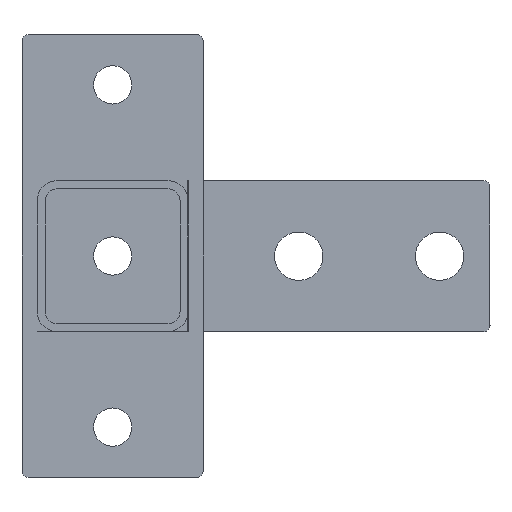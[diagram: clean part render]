
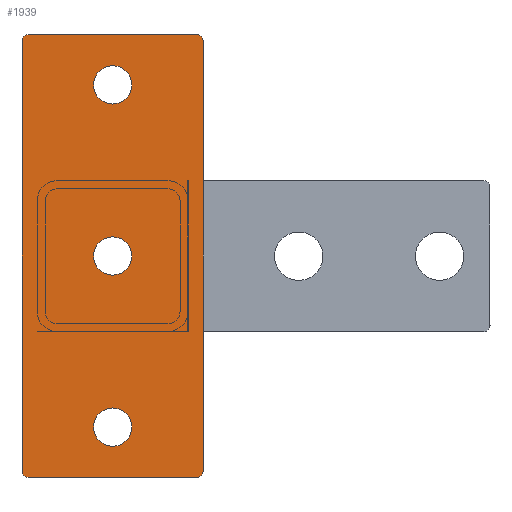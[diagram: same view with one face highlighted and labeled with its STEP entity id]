
A CAD part, front view. The second image highlights one B-rep face of the part: STEP entity #1939.
In plain terms, the highlighted face is planar.
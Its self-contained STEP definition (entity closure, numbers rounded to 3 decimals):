
#59 = DIRECTION ( 'NONE',  ( 0., 0., 1. ) ) ;
#74 = DIRECTION ( 'NONE',  ( 1., 0., 0. ) ) ;
#86 = DIRECTION ( 'NONE',  ( 0., 0., 1. ) ) ;
#109 = CARTESIAN_POINT ( 'NONE',  ( -220., 87., -10. ) ) ;
#125 = ORIENTED_EDGE ( 'NONE', *, *, #901, .T. ) ;
#131 = CIRCLE ( 'NONE', #1239, 9.5 ) ;
#138 = EDGE_LOOP ( 'NONE', ( #125, #1918 ) ) ;
#155 = CARTESIAN_POINT ( 'NONE',  ( 0., 0., -10. ) ) ;
#169 = EDGE_LOOP ( 'NONE', ( #614, #1737 ) ) ;
#211 = DIRECTION ( 'NONE',  ( 1., 0., 0. ) ) ;
#242 = EDGE_LOOP ( 'NONE', ( #625, #840, #1001, #953, #1621, #1167, #1912, #2256 ) ) ;
#267 = DIRECTION ( 'NONE',  ( 0., -1., 0. ) ) ;
#291 = CARTESIAN_POINT ( 'NONE',  ( 0., 0., -10. ) ) ;
#304 = VERTEX_POINT ( 'NONE', #1097 ) ;
#333 = LINE ( 'NONE', #291, #938 ) ;
#351 = CIRCLE ( 'NONE', #654, 9.5 ) ;
#368 = AXIS2_PLACEMENT_3D ( 'NONE', #1746, #1408, #636 ) ;
#372 = EDGE_CURVE ( 'NONE', #1877, #656, #848, .T. ) ;
#405 = PLANE ( 'NONE',  #1015 ) ;
#431 = AXIS2_PLACEMENT_3D ( 'NONE', #1111, #904, #1278 ) ;
#444 = CARTESIAN_POINT ( 'NONE',  ( -34.5, 45., -10. ) ) ;
#474 = EDGE_CURVE ( 'NONE', #1049, #593, #1872, .T. ) ;
#518 = DIRECTION ( 'NONE',  ( 1., 0., 0. ) ) ;
#527 = DIRECTION ( 'NONE',  ( 0., 0., -1. ) ) ;
#573 = CARTESIAN_POINT ( 'NONE',  ( -3., 0., -10. ) ) ;
#593 = VERTEX_POINT ( 'NONE', #800 ) ;
#610 = CIRCLE ( 'NONE', #1423, 3. ) ;
#614 = ORIENTED_EDGE ( 'NONE', *, *, #1447, .T. ) ;
#615 = CARTESIAN_POINT ( 'NONE',  ( 0., 90., -10. ) ) ;
#625 = ORIENTED_EDGE ( 'NONE', *, *, #2147, .F. ) ;
#636 = DIRECTION ( 'NONE',  ( 1., 0., 0. ) ) ;
#654 = AXIS2_PLACEMENT_3D ( 'NONE', #1783, #1232, #1973 ) ;
#656 = VERTEX_POINT ( 'NONE', #1614 ) ;
#673 = CARTESIAN_POINT ( 'NONE',  ( -100.5, 45., -10. ) ) ;
#691 = VECTOR ( 'NONE', #267, 1000. ) ;
#696 = CARTESIAN_POINT ( 'NONE',  ( -217., 0., -10. ) ) ;
#701 = DIRECTION ( 'NONE',  ( 1., 0., 0. ) ) ;
#735 = CARTESIAN_POINT ( 'NONE',  ( -3., 87., -10. ) ) ;
#758 = EDGE_CURVE ( 'NONE', #1429, #2151, #351, .T. ) ;
#759 = DIRECTION ( 'NONE',  ( 1., 0., 0. ) ) ;
#764 = LINE ( 'NONE', #615, #1317 ) ;
#774 = FACE_BOUND ( 'NONE', #138, .T. ) ;
#794 = EDGE_CURVE ( 'NONE', #2020, #1199, #1308, .T. ) ;
#795 = DIRECTION ( 'NONE',  ( 0., 0., -1. ) ) ;
#800 = CARTESIAN_POINT ( 'NONE',  ( -220., 3., -10. ) ) ;
#840 = ORIENTED_EDGE ( 'NONE', *, *, #968, .T. ) ;
#848 = CIRCLE ( 'NONE', #2037, 9.5 ) ;
#859 = AXIS2_PLACEMENT_3D ( 'NONE', #1711, #59, #1530 ) ;
#882 = LINE ( 'NONE', #155, #1503 ) ;
#884 = VERTEX_POINT ( 'NONE', #573 ) ;
#886 = CIRCLE ( 'NONE', #2192, 9.5 ) ;
#901 = EDGE_CURVE ( 'NONE', #2151, #1429, #886, .T. ) ;
#904 = DIRECTION ( 'NONE',  ( 0., 0., -1. ) ) ;
#911 = CARTESIAN_POINT ( 'NONE',  ( 0., 87., -10. ) ) ;
#933 = EDGE_CURVE ( 'NONE', #1137, #884, #882, .T. ) ;
#938 = VECTOR ( 'NONE', #1560, 1000. ) ;
#950 = CARTESIAN_POINT ( 'NONE',  ( -185.5, 45., -10. ) ) ;
#953 = ORIENTED_EDGE ( 'NONE', *, *, #981, .T. ) ;
#968 = EDGE_CURVE ( 'NONE', #304, #884, #610, .T. ) ;
#981 = EDGE_CURVE ( 'NONE', #1137, #593, #1818, .T. ) ;
#1001 = ORIENTED_EDGE ( 'NONE', *, *, #933, .F. ) ;
#1015 = AXIS2_PLACEMENT_3D ( 'NONE', #2255, #1122, #211 ) ;
#1049 = VERTEX_POINT ( 'NONE', #109 ) ;
#1074 = DIRECTION ( 'NONE',  ( 0., 0., -1. ) ) ;
#1092 = VERTEX_POINT ( 'NONE', #1238 ) ;
#1097 = CARTESIAN_POINT ( 'NONE',  ( 0., 3., -10. ) ) ;
#1111 = CARTESIAN_POINT ( 'NONE',  ( -217., 3., -10. ) ) ;
#1122 = DIRECTION ( 'NONE',  ( 0., 0., 1. ) ) ;
#1137 = VERTEX_POINT ( 'NONE', #696 ) ;
#1163 = DIRECTION ( 'NONE',  ( 0., 0., 1. ) ) ;
#1167 = ORIENTED_EDGE ( 'NONE', *, *, #2284, .T. ) ;
#1184 = EDGE_LOOP ( 'NONE', ( #1574, #1393 ) ) ;
#1199 = VERTEX_POINT ( 'NONE', #911 ) ;
#1202 = VERTEX_POINT ( 'NONE', #2220 ) ;
#1212 = CARTESIAN_POINT ( 'NONE',  ( -3., 90., -10. ) ) ;
#1232 = DIRECTION ( 'NONE',  ( 0., 0., 1. ) ) ;
#1238 = CARTESIAN_POINT ( 'NONE',  ( -15.5, 45., -10. ) ) ;
#1239 = AXIS2_PLACEMENT_3D ( 'NONE', #1513, #1163, #2083 ) ;
#1278 = DIRECTION ( 'NONE',  ( 1., 0., 0. ) ) ;
#1285 = AXIS2_PLACEMENT_3D ( 'NONE', #1878, #795, #759 ) ;
#1308 = CIRCLE ( 'NONE', #1627, 3. ) ;
#1317 = VECTOR ( 'NONE', #1497, 1000. ) ;
#1321 = FACE_BOUND ( 'NONE', #1184, .T. ) ;
#1360 = CIRCLE ( 'NONE', #368, 9.5 ) ;
#1393 = ORIENTED_EDGE ( 'NONE', *, *, #1493, .T. ) ;
#1408 = DIRECTION ( 'NONE',  ( 0., 0., 1. ) ) ;
#1423 = AXIS2_PLACEMENT_3D ( 'NONE', #1815, #1074, #1840 ) ;
#1426 = VERTEX_POINT ( 'NONE', #444 ) ;
#1429 = VERTEX_POINT ( 'NONE', #2286 ) ;
#1447 = EDGE_CURVE ( 'NONE', #1092, #1426, #131, .T. ) ;
#1493 = EDGE_CURVE ( 'NONE', #656, #1877, #1790, .T. ) ;
#1497 = DIRECTION ( 'NONE',  ( -1., 0., 0. ) ) ;
#1503 = VECTOR ( 'NONE', #701, 1000. ) ;
#1513 = CARTESIAN_POINT ( 'NONE',  ( -25., 45., -10. ) ) ;
#1526 = FACE_BOUND ( 'NONE', #169, .T. ) ;
#1530 = DIRECTION ( 'NONE',  ( 1., 0., 0. ) ) ;
#1560 = DIRECTION ( 'NONE',  ( 0., 1., 0. ) ) ;
#1574 = ORIENTED_EDGE ( 'NONE', *, *, #372, .T. ) ;
#1614 = CARTESIAN_POINT ( 'NONE',  ( -204.5, 45., -10. ) ) ;
#1621 = ORIENTED_EDGE ( 'NONE', *, *, #474, .F. ) ;
#1627 = AXIS2_PLACEMENT_3D ( 'NONE', #735, #527, #518 ) ;
#1706 = CARTESIAN_POINT ( 'NONE',  ( -220., 0., -10. ) ) ;
#1711 = CARTESIAN_POINT ( 'NONE',  ( -195., 45., -10. ) ) ;
#1732 = CARTESIAN_POINT ( 'NONE',  ( -110., 45., -10. ) ) ;
#1737 = ORIENTED_EDGE ( 'NONE', *, *, #2170, .T. ) ;
#1746 = CARTESIAN_POINT ( 'NONE',  ( -25., 45., -10. ) ) ;
#1783 = CARTESIAN_POINT ( 'NONE',  ( -110., 45., -10. ) ) ;
#1790 = CIRCLE ( 'NONE', #859, 9.5 ) ;
#1815 = CARTESIAN_POINT ( 'NONE',  ( -3., 3., -10. ) ) ;
#1818 = CIRCLE ( 'NONE', #431, 3. ) ;
#1840 = DIRECTION ( 'NONE',  ( 1., 0., 0. ) ) ;
#1872 = LINE ( 'NONE', #1706, #691 ) ;
#1877 = VERTEX_POINT ( 'NONE', #950 ) ;
#1878 = CARTESIAN_POINT ( 'NONE',  ( -217., 87., -10. ) ) ;
#1884 = FACE_OUTER_BOUND ( 'NONE', #242, .T. ) ;
#1912 = ORIENTED_EDGE ( 'NONE', *, *, #1980, .F. ) ;
#1918 = ORIENTED_EDGE ( 'NONE', *, *, #758, .T. ) ;
#1939 = ADVANCED_FACE ( 'NONE', ( #1321, #1526, #774, #1884 ), #405, .F. ) ;
#1973 = DIRECTION ( 'NONE',  ( 1., 0., 0. ) ) ;
#1980 = EDGE_CURVE ( 'NONE', #2020, #1202, #764, .T. ) ;
#2020 = VERTEX_POINT ( 'NONE', #1212 ) ;
#2025 = DIRECTION ( 'NONE',  ( 0., 0., 1. ) ) ;
#2037 = AXIS2_PLACEMENT_3D ( 'NONE', #2198, #2025, #2181 ) ;
#2083 = DIRECTION ( 'NONE',  ( 1., 0., 0. ) ) ;
#2147 = EDGE_CURVE ( 'NONE', #304, #1199, #333, .T. ) ;
#2151 = VERTEX_POINT ( 'NONE', #673 ) ;
#2170 = EDGE_CURVE ( 'NONE', #1426, #1092, #1360, .T. ) ;
#2181 = DIRECTION ( 'NONE',  ( 1., 0., 0. ) ) ;
#2192 = AXIS2_PLACEMENT_3D ( 'NONE', #1732, #86, #74 ) ;
#2198 = CARTESIAN_POINT ( 'NONE',  ( -195., 45., -10. ) ) ;
#2220 = CARTESIAN_POINT ( 'NONE',  ( -217., 90., -10. ) ) ;
#2255 = CARTESIAN_POINT ( 'NONE',  ( 0., 0., -10. ) ) ;
#2256 = ORIENTED_EDGE ( 'NONE', *, *, #794, .T. ) ;
#2284 = EDGE_CURVE ( 'NONE', #1049, #1202, #2330, .T. ) ;
#2286 = CARTESIAN_POINT ( 'NONE',  ( -119.5, 45., -10. ) ) ;
#2330 = CIRCLE ( 'NONE', #1285, 3. ) ;
